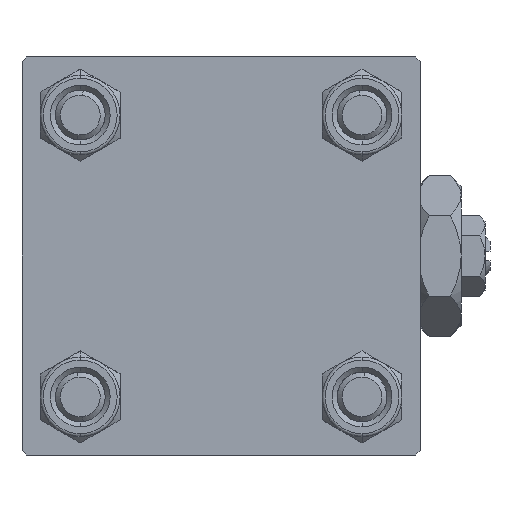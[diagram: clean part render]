
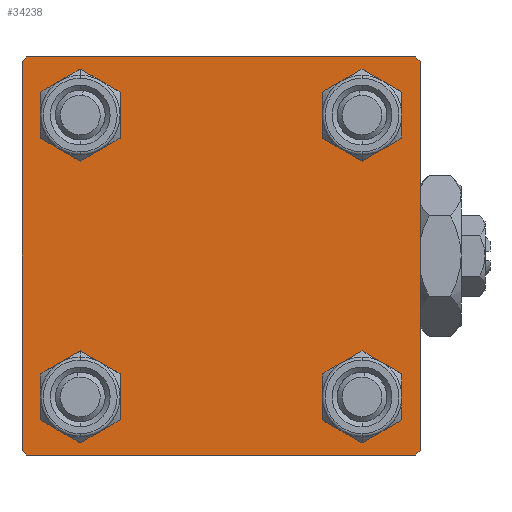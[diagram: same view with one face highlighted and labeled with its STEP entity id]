
A CAD part, left-side view. The second image highlights one B-rep face of the part: STEP entity #34238.
In plain terms, the highlighted planar face has unit normal (-1, 0, 0).
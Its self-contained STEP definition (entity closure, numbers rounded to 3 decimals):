
#420 = DIRECTION ( 'NONE',  ( 0., -0.707, 0.707 ) ) ;
#1162 = VERTEX_POINT ( 'NONE', #15575 ) ;
#1337 = VECTOR ( 'NONE', #48326, 1000. ) ;
#1374 = ORIENTED_EDGE ( 'NONE', *, *, #13726, .F. ) ;
#1895 = VERTEX_POINT ( 'NONE', #13258 ) ;
#2093 = FACE_OUTER_BOUND ( 'NONE', #19186, .T. ) ;
#2200 = DIRECTION ( 'NONE',  ( 0., 0., 1. ) ) ;
#2355 = CARTESIAN_POINT ( 'NONE',  ( 0., 0., 0. ) ) ;
#2555 = DIRECTION ( 'NONE',  ( 0., 0., 1. ) ) ;
#2666 = ORIENTED_EDGE ( 'NONE', *, *, #49125, .T. ) ;
#2758 = VERTEX_POINT ( 'NONE', #19915 ) ;
#3351 = VECTOR ( 'NONE', #47736, 1000. ) ;
#4009 = CARTESIAN_POINT ( 'NONE',  ( 0., 14.15, 14.15 ) ) ;
#4621 = CIRCLE ( 'NONE', #44031, 3. ) ;
#4861 = ORIENTED_EDGE ( 'NONE', *, *, #12261, .T. ) ;
#5018 = EDGE_CURVE ( 'NONE', #1162, #32045, #40633, .T. ) ;
#5305 = DIRECTION ( 'NONE',  ( 0., 0., 1. ) ) ;
#5563 = ORIENTED_EDGE ( 'NONE', *, *, #44381, .T. ) ;
#5918 = AXIS2_PLACEMENT_3D ( 'NONE', #34978, #46537, #18450 ) ;
#5947 = DIRECTION ( 'NONE',  ( 1., 0., 0. ) ) ;
#6546 = FACE_BOUND ( 'NONE', #47938, .T. ) ;
#6931 = EDGE_LOOP ( 'NONE', ( #5563, #22973 ) ) ;
#7293 = CARTESIAN_POINT ( 'NONE',  ( 0., -20., -19.5 ) ) ;
#8036 = CIRCLE ( 'NONE', #48286, 3. ) ;
#8597 = DIRECTION ( 'NONE',  ( 0., -0.707, -0.707 ) ) ;
#8795 = DIRECTION ( 'NONE',  ( 0., 0., -1. ) ) ;
#9251 = CARTESIAN_POINT ( 'NONE',  ( 0., 19.5, -20. ) ) ;
#9765 = CARTESIAN_POINT ( 'NONE',  ( 0., -14.15, -14.15 ) ) ;
#9889 = CARTESIAN_POINT ( 'NONE',  ( 0., 14.15, -14.15 ) ) ;
#11325 = VERTEX_POINT ( 'NONE', #16720 ) ;
#11408 = VECTOR ( 'NONE', #8795, 1000. ) ;
#11703 = LINE ( 'NONE', #36347, #40728 ) ;
#12129 = DIRECTION ( 'NONE',  ( 1., 0., 0. ) ) ;
#12261 = EDGE_CURVE ( 'NONE', #11325, #30842, #22184, .T. ) ;
#12323 = EDGE_CURVE ( 'NONE', #28840, #39551, #4621, .T. ) ;
#12530 = LINE ( 'NONE', #19900, #38326 ) ;
#13243 = LINE ( 'NONE', #29264, #11408 ) ;
#13258 = CARTESIAN_POINT ( 'NONE',  ( 0., -19.5, 20. ) ) ;
#13583 = EDGE_CURVE ( 'NONE', #2758, #47674, #11703, .T. ) ;
#13726 = EDGE_CURVE ( 'NONE', #22904, #47674, #13243, .T. ) ;
#13819 = AXIS2_PLACEMENT_3D ( 'NONE', #44304, #32492, #24365 ) ;
#13941 = DIRECTION ( 'NONE',  ( 1., 0., 0. ) ) ;
#14064 = CARTESIAN_POINT ( 'NONE',  ( 0., 20., -19.5 ) ) ;
#14329 = EDGE_CURVE ( 'NONE', #33396, #1895, #29149, .T. ) ;
#14397 = FACE_BOUND ( 'NONE', #6931, .T. ) ;
#15548 = CARTESIAN_POINT ( 'NONE',  ( 0., 20., 20. ) ) ;
#15575 = CARTESIAN_POINT ( 'NONE',  ( 0., -14.15, 17.15 ) ) ;
#15638 = AXIS2_PLACEMENT_3D ( 'NONE', #9765, #13941, #5305 ) ;
#16065 = LINE ( 'NONE', #15548, #44108 ) ;
#16329 = ORIENTED_EDGE ( 'NONE', *, *, #49137, .T. ) ;
#16588 = ORIENTED_EDGE ( 'NONE', *, *, #24771, .T. ) ;
#16720 = CARTESIAN_POINT ( 'NONE',  ( 0., 14.15, -11.15 ) ) ;
#17469 = CARTESIAN_POINT ( 'NONE',  ( 0., 14.15, -17.15 ) ) ;
#17501 = DIRECTION ( 'NONE',  ( 0., 0., 1. ) ) ;
#18275 = CARTESIAN_POINT ( 'NONE',  ( 0., 14.15, 17.15 ) ) ;
#18354 = DIRECTION ( 'NONE',  ( 0., 0., 1. ) ) ;
#18450 = DIRECTION ( 'NONE',  ( 0., 0., 1. ) ) ;
#18838 = EDGE_CURVE ( 'NONE', #21936, #30021, #16065, .T. ) ;
#19186 = EDGE_LOOP ( 'NONE', ( #37396, #25856, #45098, #29282, #1374, #24988, #47266, #16329 ) ) ;
#19900 = CARTESIAN_POINT ( 'NONE',  ( 0., 19.75, -19.75 ) ) ;
#19915 = CARTESIAN_POINT ( 'NONE',  ( 0., -19.5, -20. ) ) ;
#20255 = DIRECTION ( 'NONE',  ( 0., 0., 1. ) ) ;
#20812 = CARTESIAN_POINT ( 'NONE',  ( 0., -20., 19.5 ) ) ;
#21600 = EDGE_CURVE ( 'NONE', #30021, #26323, #12530, .T. ) ;
#21936 = VERTEX_POINT ( 'NONE', #25323 ) ;
#22184 = CIRCLE ( 'NONE', #13819, 3. ) ;
#22233 = VECTOR ( 'NONE', #35356, 1000. ) ;
#22904 = VERTEX_POINT ( 'NONE', #20812 ) ;
#22926 = VERTEX_POINT ( 'NONE', #33914 ) ;
#22973 = ORIENTED_EDGE ( 'NONE', *, *, #12323, .T. ) ;
#23835 = CARTESIAN_POINT ( 'NONE',  ( 0., 14.15, 14.15 ) ) ;
#24009 = VECTOR ( 'NONE', #49412, 1000. ) ;
#24112 = CARTESIAN_POINT ( 'NONE',  ( 0., -19.75, 19.75 ) ) ;
#24365 = DIRECTION ( 'NONE',  ( 0., 0., 1. ) ) ;
#24771 = EDGE_CURVE ( 'NONE', #30842, #11325, #40956, .T. ) ;
#24988 = ORIENTED_EDGE ( 'NONE', *, *, #26597, .T. ) ;
#25250 = AXIS2_PLACEMENT_3D ( 'NONE', #2355, #29391, #18354 ) ;
#25323 = CARTESIAN_POINT ( 'NONE',  ( 0., 20., 19.5 ) ) ;
#25458 = PLANE ( 'NONE',  #25250 ) ;
#25780 = CARTESIAN_POINT ( 'NONE',  ( 0., 19.75, 19.75 ) ) ;
#25856 = ORIENTED_EDGE ( 'NONE', *, *, #21600, .T. ) ;
#26323 = VERTEX_POINT ( 'NONE', #9251 ) ;
#26597 = EDGE_CURVE ( 'NONE', #22904, #1895, #28811, .T. ) ;
#28052 = AXIS2_PLACEMENT_3D ( 'NONE', #34199, #38132, #2200 ) ;
#28540 = CIRCLE ( 'NONE', #5918, 3. ) ;
#28811 = LINE ( 'NONE', #24112, #3351 ) ;
#28840 = VERTEX_POINT ( 'NONE', #31171 ) ;
#29149 = LINE ( 'NONE', #48585, #1337 ) ;
#29264 = CARTESIAN_POINT ( 'NONE',  ( 0., -20., 20. ) ) ;
#29282 = ORIENTED_EDGE ( 'NONE', *, *, #13583, .T. ) ;
#29391 = DIRECTION ( 'NONE',  ( -1., 0., 0. ) ) ;
#29694 = CIRCLE ( 'NONE', #51491, 3. ) ;
#30021 = VERTEX_POINT ( 'NONE', #14064 ) ;
#30842 = VERTEX_POINT ( 'NONE', #17469 ) ;
#31171 = CARTESIAN_POINT ( 'NONE',  ( 0., 14.15, 11.15 ) ) ;
#31410 = ORIENTED_EDGE ( 'NONE', *, *, #32989, .T. ) ;
#31671 = EDGE_LOOP ( 'NONE', ( #31410, #2666 ) ) ;
#32045 = VERTEX_POINT ( 'NONE', #35219 ) ;
#32492 = DIRECTION ( 'NONE',  ( 1., 0., 0. ) ) ;
#32989 = EDGE_CURVE ( 'NONE', #22926, #40881, #28540, .T. ) ;
#33396 = VERTEX_POINT ( 'NONE', #49864 ) ;
#33638 = LINE ( 'NONE', #25780, #24009 ) ;
#33914 = CARTESIAN_POINT ( 'NONE',  ( 0., -14.15, -11.15 ) ) ;
#34199 = CARTESIAN_POINT ( 'NONE',  ( 0., -14.15, 14.15 ) ) ;
#34238 = ADVANCED_FACE ( 'NONE', ( #6546, #37775, #49874, #14397, #2093 ), #25458, .T. ) ;
#34575 = LINE ( 'NONE', #50361, #22233 ) ;
#34978 = CARTESIAN_POINT ( 'NONE',  ( 0., -14.15, -14.15 ) ) ;
#35219 = CARTESIAN_POINT ( 'NONE',  ( 0., -14.15, 11.15 ) ) ;
#35356 = DIRECTION ( 'NONE',  ( 0., -1., 0. ) ) ;
#35904 = DIRECTION ( 'NONE',  ( 1., 0., 0. ) ) ;
#35980 = ORIENTED_EDGE ( 'NONE', *, *, #5018, .T. ) ;
#36347 = CARTESIAN_POINT ( 'NONE',  ( 0., -19.75, -19.75 ) ) ;
#37396 = ORIENTED_EDGE ( 'NONE', *, *, #18838, .T. ) ;
#37775 = FACE_BOUND ( 'NONE', #31671, .T. ) ;
#38132 = DIRECTION ( 'NONE',  ( 1., 0., 0. ) ) ;
#38326 = VECTOR ( 'NONE', #8597, 1000. ) ;
#39551 = VERTEX_POINT ( 'NONE', #18275 ) ;
#40131 = AXIS2_PLACEMENT_3D ( 'NONE', #9889, #5947, #17501 ) ;
#40633 = CIRCLE ( 'NONE', #28052, 3. ) ;
#40728 = VECTOR ( 'NONE', #420, 1000. ) ;
#40881 = VERTEX_POINT ( 'NONE', #41437 ) ;
#40956 = CIRCLE ( 'NONE', #40131, 3. ) ;
#41437 = CARTESIAN_POINT ( 'NONE',  ( 0., -14.15, -17.15 ) ) ;
#42437 = CIRCLE ( 'NONE', #15638, 3. ) ;
#42709 = DIRECTION ( 'NONE',  ( 1., 0., 0. ) ) ;
#43530 = DIRECTION ( 'NONE',  ( 0., 0., 1. ) ) ;
#44031 = AXIS2_PLACEMENT_3D ( 'NONE', #23835, #35904, #43530 ) ;
#44108 = VECTOR ( 'NONE', #48099, 1000. ) ;
#44304 = CARTESIAN_POINT ( 'NONE',  ( 0., 14.15, -14.15 ) ) ;
#44381 = EDGE_CURVE ( 'NONE', #39551, #28840, #29694, .T. ) ;
#45098 = ORIENTED_EDGE ( 'NONE', *, *, #47703, .T. ) ;
#46537 = DIRECTION ( 'NONE',  ( 1., 0., 0. ) ) ;
#47266 = ORIENTED_EDGE ( 'NONE', *, *, #14329, .F. ) ;
#47674 = VERTEX_POINT ( 'NONE', #7293 ) ;
#47703 = EDGE_CURVE ( 'NONE', #26323, #2758, #34575, .T. ) ;
#47736 = DIRECTION ( 'NONE',  ( 0., 0.707, 0.707 ) ) ;
#47919 = ORIENTED_EDGE ( 'NONE', *, *, #51910, .T. ) ;
#47938 = EDGE_LOOP ( 'NONE', ( #35980, #47919 ) ) ;
#48099 = DIRECTION ( 'NONE',  ( 0., 0., -1. ) ) ;
#48286 = AXIS2_PLACEMENT_3D ( 'NONE', #50861, #42709, #2555 ) ;
#48326 = DIRECTION ( 'NONE',  ( 0., -1., 0. ) ) ;
#48585 = CARTESIAN_POINT ( 'NONE',  ( 0., 20., 20. ) ) ;
#49125 = EDGE_CURVE ( 'NONE', #40881, #22926, #42437, .T. ) ;
#49137 = EDGE_CURVE ( 'NONE', #33396, #21936, #33638, .T. ) ;
#49412 = DIRECTION ( 'NONE',  ( 0., 0.707, -0.707 ) ) ;
#49864 = CARTESIAN_POINT ( 'NONE',  ( 0., 19.5, 20. ) ) ;
#49874 = FACE_BOUND ( 'NONE', #50511, .T. ) ;
#50361 = CARTESIAN_POINT ( 'NONE',  ( 0., 20., -20. ) ) ;
#50511 = EDGE_LOOP ( 'NONE', ( #4861, #16588 ) ) ;
#50861 = CARTESIAN_POINT ( 'NONE',  ( 0., -14.15, 14.15 ) ) ;
#51491 = AXIS2_PLACEMENT_3D ( 'NONE', #4009, #12129, #20255 ) ;
#51910 = EDGE_CURVE ( 'NONE', #32045, #1162, #8036, .T. ) ;
